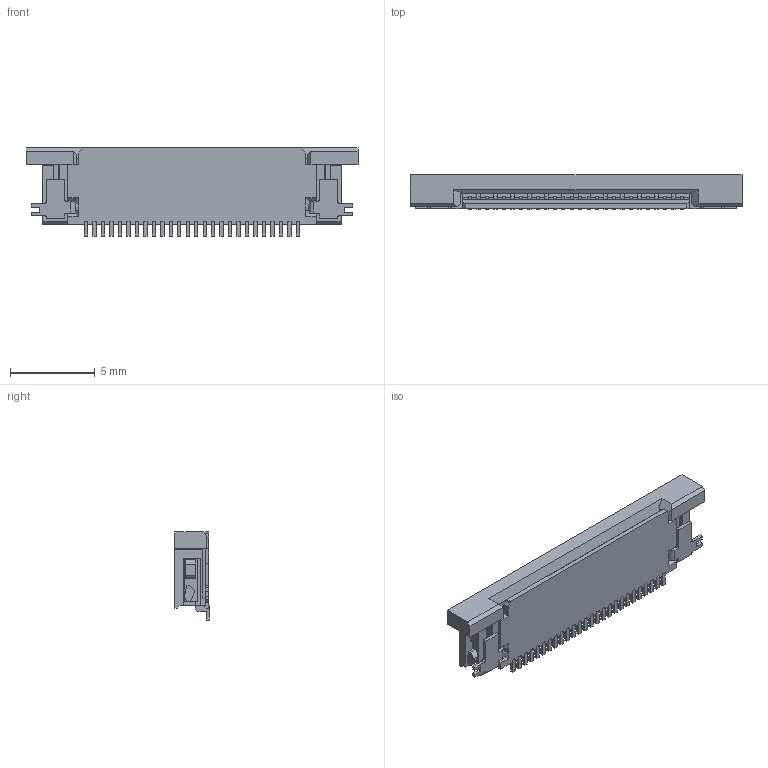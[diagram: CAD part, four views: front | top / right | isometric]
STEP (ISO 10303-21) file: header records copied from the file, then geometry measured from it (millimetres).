
FILE_DESCRIPTION((''),'2;1');
FILE_NAME('524372671','2019-05-28T',('gga'),(''),'PRO/ENGINEER BY PARAMETRIC TECHNOLOGY CORPORATION, 2016010','PRO/ENGINEER BY PARAMETRIC TECHNOLOGY CORPORATION, 2016010','');
FILE_SCHEMA(('CONFIG_CONTROL_DESIGN'));
Length unit declared in the file: millimetre
Products named in the file (1): 524372671
Bounding box: 19.6 x 2.04 x 5.2 mm (x, y, z)
Volume: 133.4 mm3; surface area: 501 mm2
Topology: 1 solids, 1 shells, 706 faces, 2231 edges, 1510 vertices
Faces by surface type: plane 638, cylinder 68
Entity records: 24164 total; most frequent: CARTESIAN_POINT 4332, ORIENTED_EDGE 4230, DIRECTION 3783, EDGE_CURVE 2115, VECTOR 2093, LINE 2093, VERTEX_POINT 1394, AXIS2_PLACEMENT_3D 845
